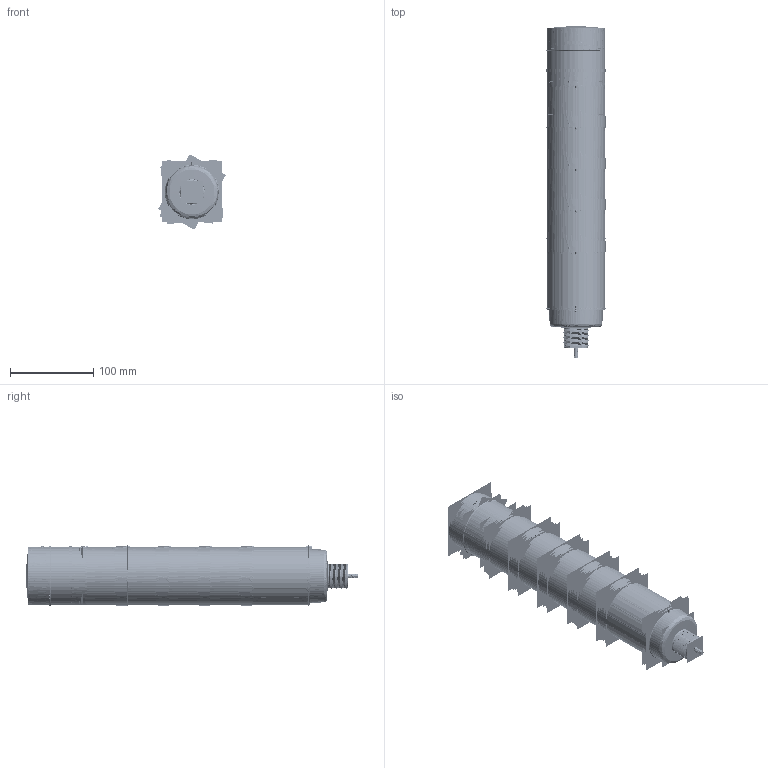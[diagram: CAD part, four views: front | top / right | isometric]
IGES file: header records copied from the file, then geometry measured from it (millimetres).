
Start section:  PTC IGES file: 191431.igs
Global section: file name: 191431.igs; native system: Creo Parametric by Parametric Technology Corporation; preprocessor: 2013230; author: pdmadmin; organization: Unknown; date: 20160225.124953; units: millimetre
Bounding box: 81.17 x 398.11 x 90.7 mm (x, y, z)
Volume: 358533.7 mm3; surface area: 1997398.9 mm2
Topology: 15 solids, 20 shells, 8228 faces, 40640 edges, 50748 vertices
Faces by surface type: revolution 4130, bspline 4054, extrusion 44
